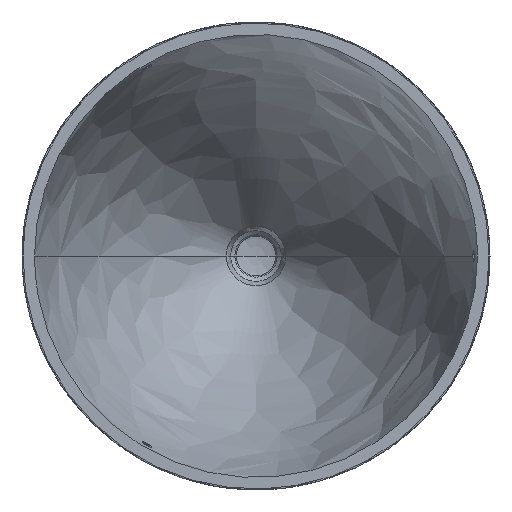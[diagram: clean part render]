
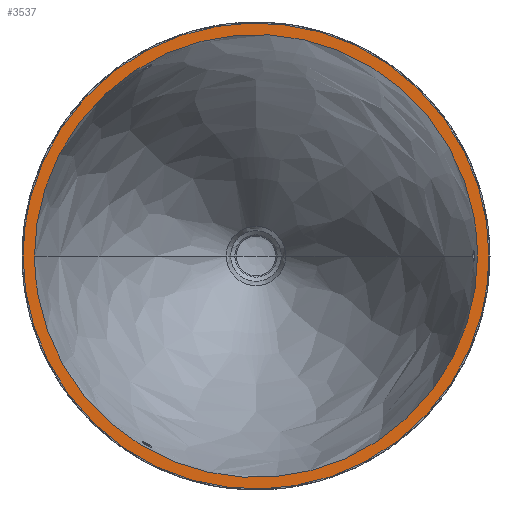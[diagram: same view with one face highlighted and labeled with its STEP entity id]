
A CAD part, front view. The second image highlights one B-rep face of the part: STEP entity #3537.
In plain terms, the highlighted free-form (B-spline) face has degree [1, 1] with [2, 2] control points.
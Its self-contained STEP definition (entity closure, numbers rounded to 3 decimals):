
#1401 = EDGE_CURVE('',#1402,#1404,#1406,.T.);
#1402 = VERTEX_POINT('',#1403);
#1403 = CARTESIAN_POINT('',(87.745,-216.437,
    0.));
#1404 = VERTEX_POINT('',#1405);
#1405 = CARTESIAN_POINT('',(-87.745,-216.437,0.));
#1406 = ( BOUNDED_CURVE() B_SPLINE_CURVE(2,(#1407,#1408,#1409,#1410,
#1411),.UNSPECIFIED.,.F.,.F.) B_SPLINE_CURVE_WITH_KNOTS((3,2,3),(
    3.142,4.712,6.283),
.PIECEWISE_BEZIER_KNOTS.) CURVE() GEOMETRIC_REPRESENTATION_ITEM() 
RATIONAL_B_SPLINE_CURVE((1.,0.707,1.,0.707,1.)) 
REPRESENTATION_ITEM('') );
#1407 = CARTESIAN_POINT('',(87.745,-216.437,
    0.));
#1408 = CARTESIAN_POINT('',(87.745,-216.437,
    -87.745));
#1409 = CARTESIAN_POINT('',(0.,-216.437,
    -87.745));
#1410 = CARTESIAN_POINT('',(-87.745,-216.437,
    -87.745));
#1411 = CARTESIAN_POINT('',(-87.745,-216.437,
    0.));
#3435 = EDGE_CURVE('',#1404,#1402,#3436,.T.);
#3436 = ( BOUNDED_CURVE() B_SPLINE_CURVE(2,(#3437,#3438,#3439,#3440,
#3441),.UNSPECIFIED.,.F.,.F.) B_SPLINE_CURVE_WITH_KNOTS((3,2,3),(0.,
1.571,3.142),.PIECEWISE_BEZIER_KNOTS.) CURVE() 
GEOMETRIC_REPRESENTATION_ITEM() RATIONAL_B_SPLINE_CURVE((1.,
0.707,1.,0.707,1.)) REPRESENTATION_ITEM('') );
#3437 = CARTESIAN_POINT('',(-87.745,-216.437,0.));
#3438 = CARTESIAN_POINT('',(-87.745,-216.437,
    87.745));
#3439 = CARTESIAN_POINT('',(0.,-216.437,
    87.745));
#3440 = CARTESIAN_POINT('',(87.745,-216.437,
    87.745));
#3441 = CARTESIAN_POINT('',(87.745,-216.437,
    0.));
#3537 = ADVANCED_FACE('',(#3538,#3560),#3564,.F.);
#3538 = FACE_BOUND('',#3539,.T.);
#3539 = EDGE_LOOP('',(#3540,#3552));
#3540 = ORIENTED_EDGE('',*,*,#3541,.T.);
#3541 = EDGE_CURVE('',#3542,#3544,#3546,.T.);
#3542 = VERTEX_POINT('',#3543);
#3543 = CARTESIAN_POINT('',(-92.29,-216.437,0.));
#3544 = VERTEX_POINT('',#3545);
#3545 = CARTESIAN_POINT('',(92.29,-216.437,
    0.));
#3546 = ( BOUNDED_CURVE() B_SPLINE_CURVE(2,(#3547,#3548,#3549,#3550,
#3551),.UNSPECIFIED.,.F.,.F.) B_SPLINE_CURVE_WITH_KNOTS((3,2,3),(0.,
1.571,3.142),.PIECEWISE_BEZIER_KNOTS.) CURVE() 
GEOMETRIC_REPRESENTATION_ITEM() RATIONAL_B_SPLINE_CURVE((1.,
0.707,1.,0.707,1.)) REPRESENTATION_ITEM('') );
#3547 = CARTESIAN_POINT('',(-92.29,-216.437,0.));
#3548 = CARTESIAN_POINT('',(-92.29,-216.437,
    -92.29));
#3549 = CARTESIAN_POINT('',(0.,-216.437,
    -92.29));
#3550 = CARTESIAN_POINT('',(92.29,-216.437,
    -92.29));
#3551 = CARTESIAN_POINT('',(92.29,-216.437,
    0.));
#3552 = ORIENTED_EDGE('',*,*,#3553,.T.);
#3553 = EDGE_CURVE('',#3544,#3542,#3554,.T.);
#3554 = ( BOUNDED_CURVE() B_SPLINE_CURVE(2,(#3555,#3556,#3557,#3558,
#3559),.UNSPECIFIED.,.F.,.F.) B_SPLINE_CURVE_WITH_KNOTS((3,2,3),(
    3.142,4.712,6.283),
.PIECEWISE_BEZIER_KNOTS.) CURVE() GEOMETRIC_REPRESENTATION_ITEM() 
RATIONAL_B_SPLINE_CURVE((1.,0.707,1.,0.707,1.)) 
REPRESENTATION_ITEM('') );
#3555 = CARTESIAN_POINT('',(92.29,-216.437,
    0.));
#3556 = CARTESIAN_POINT('',(92.29,-216.437,
    92.29));
#3557 = CARTESIAN_POINT('',(0.,-216.437,
    92.29));
#3558 = CARTESIAN_POINT('',(-92.29,-216.437,
    92.29));
#3559 = CARTESIAN_POINT('',(-92.29,-216.437,
    0.));
#3560 = FACE_BOUND('',#3561,.T.);
#3561 = EDGE_LOOP('',(#3562,#3563));
#3562 = ORIENTED_EDGE('',*,*,#3435,.T.);
#3563 = ORIENTED_EDGE('',*,*,#1401,.T.);
#3564 = B_SPLINE_SURFACE_WITH_KNOTS('',1,1,(
    (#3565,#3566)
    ,(#3567,#3568
    )),.UNSPECIFIED.,.F.,.F.,.F.,(2,2),(2,2),(-5.439,
    215.439),(-110.439,110.439),
  .PIECEWISE_BEZIER_KNOTS.);
#3565 = CARTESIAN_POINT('',(92.29,-216.437,
    -92.29));
#3566 = CARTESIAN_POINT('',(92.29,-216.437,
    92.29));
#3567 = CARTESIAN_POINT('',(-92.29,-216.437,
    -92.29));
#3568 = CARTESIAN_POINT('',(-92.29,-216.437,
    92.29));
